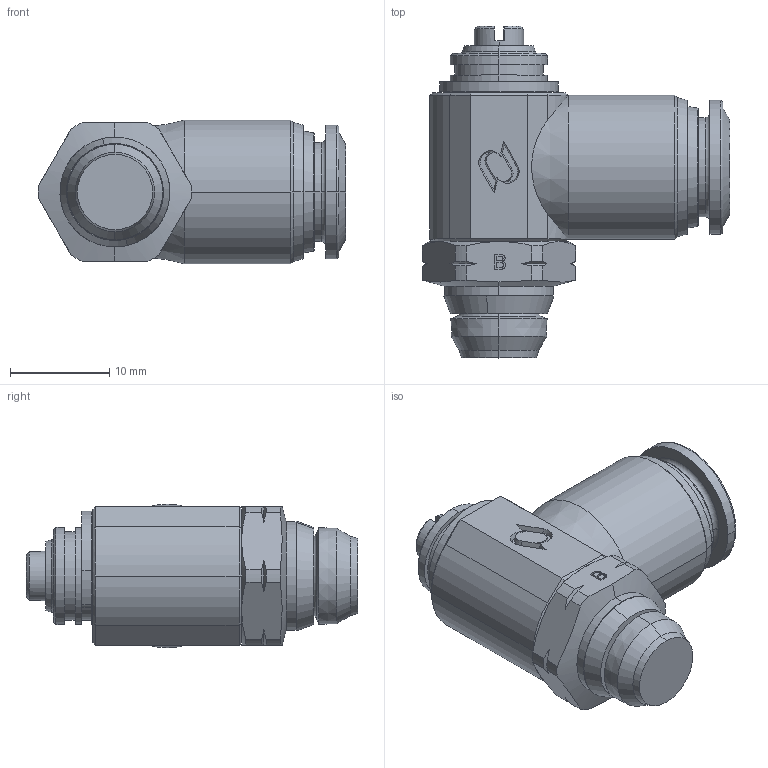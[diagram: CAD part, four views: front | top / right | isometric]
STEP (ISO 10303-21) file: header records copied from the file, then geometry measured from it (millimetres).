
FILE_DESCRIPTION (( 'STEP AP214' ), '1' );
FILE_NAME ('5792000010A.step', '2012-10-22T17:41:51', ( '' ), ( '' ), 'SwSTEP 2.0', 'SolidWorks 2012', '' );
FILE_SCHEMA (( 'AUTOMOTIVE_DESIGN' ));
Length unit declared in the file: millimetre
Products named in the file (1): 5792000010A
Bounding box: 31.05 x 33.5 x 14.5 mm (x, y, z)
Volume: 6290.9 mm3; surface area: 3639.4 mm2
Topology: 1 solids, 1 shells, 258 faces, 599 edges, 364 vertices
Faces by surface type: plane 87, cone 74, cylinder 61, torus 26, bspline 10
Entity records: 9263 total; most frequent: CARTESIAN_POINT 2046, DIRECTION 1275, ORIENTED_EDGE 1198, EDGE_CURVE 599, AXIS2_PLACEMENT_3D 505, VERTEX_POINT 364, EDGE_LOOP 281, VECTOR 265
